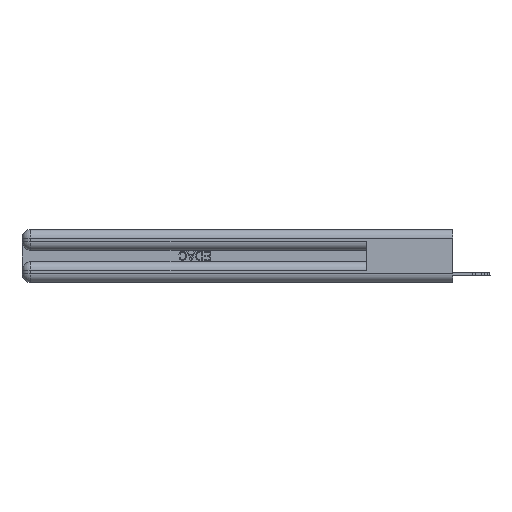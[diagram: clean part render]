
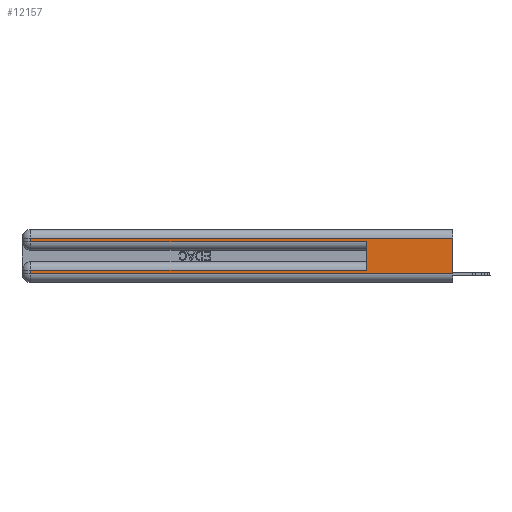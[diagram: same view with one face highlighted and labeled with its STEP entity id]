
A CAD part, left-side view. The second image highlights one B-rep face of the part: STEP entity #12157.
In plain terms, the highlighted planar face has unit normal (-1, 0, 0).
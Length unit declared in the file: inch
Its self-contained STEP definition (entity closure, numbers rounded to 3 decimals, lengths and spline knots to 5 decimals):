
#80 = VERTEX_POINT ( 'NONE', #10785 ) ;
#682 = VECTOR ( 'NONE', #19788, 39.37008 ) ;
#1511 = EDGE_CURVE ( 'NONE', #80, #3898, #25638, .T. ) ;
#1775 = LINE ( 'NONE', #26986, #8937 ) ;
#2268 = CARTESIAN_POINT ( 'NONE',  ( 0., 2.94, 0.285 ) ) ;
#3232 = CARTESIAN_POINT ( 'NONE',  ( 0., 2.94, 0.085 ) ) ;
#3287 = VECTOR ( 'NONE', #24884, 39.37008 ) ;
#3790 = DIRECTION ( 'NONE',  ( 0., 0., 1. ) ) ;
#3877 = CARTESIAN_POINT ( 'NONE',  ( 0., 0., 0.06 ) ) ;
#3898 = VERTEX_POINT ( 'NONE', #2268 ) ;
#3900 = VECTOR ( 'NONE', #13117, 39.37008 ) ;
#4769 = DIRECTION ( 'NONE',  ( 0., 0., -1. ) ) ;
#4782 = CARTESIAN_POINT ( 'NONE',  ( 0., 2.94, 0.37 ) ) ;
#6052 = EDGE_LOOP ( 'NONE', ( #16223, #10185, #16734, #21537, #15538, #27168, #19748, #22552 ) ) ;
#6054 = DIRECTION ( 'NONE',  ( 0., 1., 0. ) ) ;
#6492 = LINE ( 'NONE', #16542, #8062 ) ;
#6890 = CARTESIAN_POINT ( 'NONE',  ( 0., 0.6, 0.145 ) ) ;
#7514 = EDGE_CURVE ( 'NONE', #15008, #11195, #1775, .T. ) ;
#7715 = CARTESIAN_POINT ( 'NONE',  ( 0., 0., 0.06 ) ) ;
#8062 = VECTOR ( 'NONE', #9789, 39.37008 ) ;
#8260 = VERTEX_POINT ( 'NONE', #20661 ) ;
#8937 = VECTOR ( 'NONE', #19738, 39.37008 ) ;
#9789 = DIRECTION ( 'NONE',  ( 0., -1., 0. ) ) ;
#10185 = ORIENTED_EDGE ( 'NONE', *, *, #29252, .T. ) ;
#10264 = EDGE_CURVE ( 'NONE', #17527, #13587, #27372, .T. ) ;
#10475 = CARTESIAN_POINT ( 'NONE',  ( 0., 2.94, 0.37 ) ) ;
#10785 = CARTESIAN_POINT ( 'NONE',  ( 0., 2.94, 0.31 ) ) ;
#11195 = VERTEX_POINT ( 'NONE', #3877 ) ;
#11311 = EDGE_CURVE ( 'NONE', #3898, #28947, #6492, .T. ) ;
#12157 = ADVANCED_FACE ( 'NONE', ( #22075 ), #30015, .F. ) ;
#13117 = DIRECTION ( 'NONE',  ( 0., 0., -1. ) ) ;
#13587 = VERTEX_POINT ( 'NONE', #31469 ) ;
#14829 = LINE ( 'NONE', #7715, #3287 ) ;
#15008 = VERTEX_POINT ( 'NONE', #30925 ) ;
#15155 = CARTESIAN_POINT ( 'NONE',  ( 0., 0.6, 0.285 ) ) ;
#15538 = ORIENTED_EDGE ( 'NONE', *, *, #15574, .F. ) ;
#15574 = EDGE_CURVE ( 'NONE', #8260, #28947, #21735, .T. ) ;
#16223 = ORIENTED_EDGE ( 'NONE', *, *, #7514, .F. ) ;
#16542 = CARTESIAN_POINT ( 'NONE',  ( 0., 0., 0.285 ) ) ;
#16597 = VECTOR ( 'NONE', #3790, 39.37008 ) ;
#16734 = ORIENTED_EDGE ( 'NONE', *, *, #1511, .T. ) ;
#17112 = CARTESIAN_POINT ( 'NONE',  ( 0., 0., 0.37 ) ) ;
#17151 = EDGE_CURVE ( 'NONE', #8260, #17527, #30971, .T. ) ;
#17527 = VERTEX_POINT ( 'NONE', #3232 ) ;
#18278 = VECTOR ( 'NONE', #28487, 39.37008 ) ;
#18919 = LINE ( 'NONE', #31151, #27473 ) ;
#19080 = AXIS2_PLACEMENT_3D ( 'NONE', #17112, #32143, #4769 ) ;
#19738 = DIRECTION ( 'NONE',  ( 0., 0., -1. ) ) ;
#19748 = ORIENTED_EDGE ( 'NONE', *, *, #10264, .T. ) ;
#19788 = DIRECTION ( 'NONE',  ( 0., 0., -1. ) ) ;
#20661 = CARTESIAN_POINT ( 'NONE',  ( 0., 0.6, 0.085 ) ) ;
#21537 = ORIENTED_EDGE ( 'NONE', *, *, #11311, .T. ) ;
#21735 = LINE ( 'NONE', #6890, #16597 ) ;
#22075 = FACE_OUTER_BOUND ( 'NONE', #6052, .T. ) ;
#22552 = ORIENTED_EDGE ( 'NONE', *, *, #31168, .T. ) ;
#24884 = DIRECTION ( 'NONE',  ( 0., -1., 0. ) ) ;
#25638 = LINE ( 'NONE', #10475, #3900 ) ;
#26986 = CARTESIAN_POINT ( 'NONE',  ( 0., 0., 0.37 ) ) ;
#27168 = ORIENTED_EDGE ( 'NONE', *, *, #17151, .T. ) ;
#27372 = LINE ( 'NONE', #4782, #682 ) ;
#27473 = VECTOR ( 'NONE', #6054, 39.37008 ) ;
#28487 = DIRECTION ( 'NONE',  ( 0., 1., 0. ) ) ;
#28947 = VERTEX_POINT ( 'NONE', #15155 ) ;
#29252 = EDGE_CURVE ( 'NONE', #15008, #80, #18919, .T. ) ;
#30015 = PLANE ( 'NONE',  #19080 ) ;
#30925 = CARTESIAN_POINT ( 'NONE',  ( 0., 0., 0.31 ) ) ;
#30971 = LINE ( 'NONE', #31135, #18278 ) ;
#31135 = CARTESIAN_POINT ( 'NONE',  ( 0., 0., 0.085 ) ) ;
#31151 = CARTESIAN_POINT ( 'NONE',  ( 0., 0., 0.31 ) ) ;
#31168 = EDGE_CURVE ( 'NONE', #13587, #11195, #14829, .T. ) ;
#31469 = CARTESIAN_POINT ( 'NONE',  ( 0., 2.94, 0.06 ) ) ;
#32143 = DIRECTION ( 'NONE',  ( 1., 0., 0. ) ) ;
